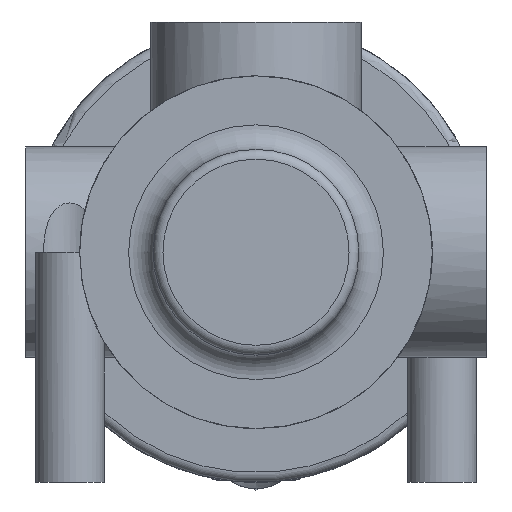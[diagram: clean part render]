
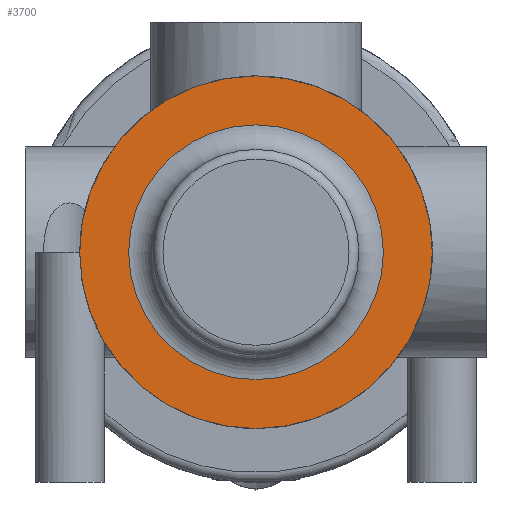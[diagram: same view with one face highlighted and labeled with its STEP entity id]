
A CAD part, front view. The second image highlights one B-rep face of the part: STEP entity #3700.
In plain terms, the highlighted planar face has unit normal (0, -1, 0).
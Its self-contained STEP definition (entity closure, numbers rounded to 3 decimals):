
#45=FACE_BOUND('',#492,.T.);
#129=PLANE('',#3992);
#272=FACE_OUTER_BOUND('',#491,.T.);
#491=EDGE_LOOP('',(#2560,#2561));
#492=EDGE_LOOP('',(#2562));
#1328=CIRCLE('',#3990,26.);
#1330=CIRCLE('',#3993,36.);
#1331=CIRCLE('',#3994,36.);
#1546=VERTEX_POINT('',#6368);
#1547=VERTEX_POINT('',#6372);
#1548=VERTEX_POINT('',#6373);
#1934=EDGE_CURVE('',#1546,#1546,#1328,.T.);
#1936=EDGE_CURVE('',#1547,#1548,#1330,.T.);
#1937=EDGE_CURVE('',#1548,#1547,#1331,.T.);
#2560=ORIENTED_EDGE('',*,*,#1936,.F.);
#2561=ORIENTED_EDGE('',*,*,#1937,.F.);
#2562=ORIENTED_EDGE('',*,*,#1934,.T.);
#3700=ADVANCED_FACE('',(#272,#45),#129,.T.);
#3990=AXIS2_PLACEMENT_3D('',#6369,#4530,#4531);
#3992=AXIS2_PLACEMENT_3D('',#6371,#4534,#4535);
#3993=AXIS2_PLACEMENT_3D('',#6374,#4536,#4537);
#3994=AXIS2_PLACEMENT_3D('',#6375,#4538,#4539);
#4530=DIRECTION('center_axis',(0.,1.,0.));
#4531=DIRECTION('ref_axis',(-1.,0.,0.));
#4534=DIRECTION('center_axis',(0.,-1.,0.));
#4535=DIRECTION('ref_axis',(-1.,0.,0.));
#4536=DIRECTION('center_axis',(0.,1.,0.));
#4537=DIRECTION('ref_axis',(-1.,0.,0.));
#4538=DIRECTION('center_axis',(0.,1.,0.));
#4539=DIRECTION('ref_axis',(-1.,0.,0.));
#6368=CARTESIAN_POINT('',(-26.,-119.866,0.));
#6369=CARTESIAN_POINT('Origin',(0.,-119.866,0.));
#6371=CARTESIAN_POINT('Origin',(-31.,-119.866,0.));
#6372=CARTESIAN_POINT('',(-36.,-119.866,0.));
#6373=CARTESIAN_POINT('',(36.,-119.866,0.));
#6374=CARTESIAN_POINT('Origin',(0.,-119.866,0.));
#6375=CARTESIAN_POINT('Origin',(0.,-119.866,0.));
